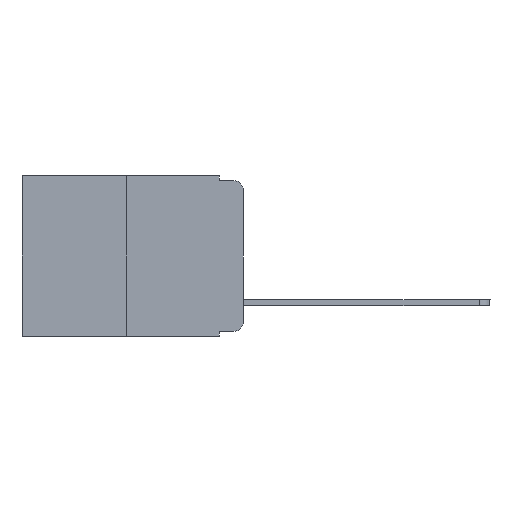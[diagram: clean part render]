
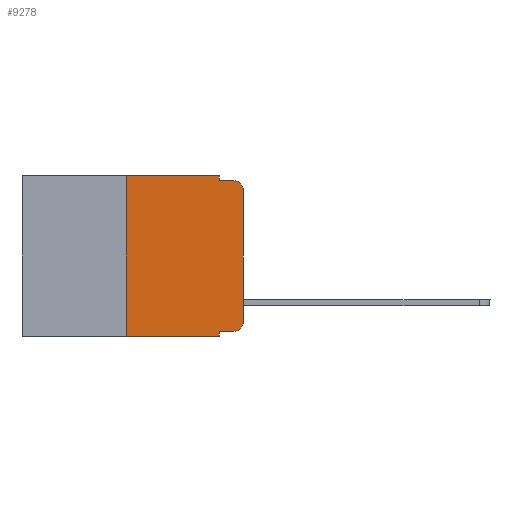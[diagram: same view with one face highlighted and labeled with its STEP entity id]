
A CAD part, left-side view. The second image highlights one B-rep face of the part: STEP entity #9278.
In plain terms, the highlighted planar face has unit normal (-1, 0, 0).
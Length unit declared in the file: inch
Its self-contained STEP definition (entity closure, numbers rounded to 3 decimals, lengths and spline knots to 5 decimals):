
#380 = DIRECTION ( 'NONE',  ( 0., 0., -1. ) ) ;
#688 = LINE ( 'NONE', #16646, #9622 ) ;
#720 = VERTEX_POINT ( 'NONE', #19634 ) ;
#829 = EDGE_CURVE ( 'NONE', #1587, #1085, #20378, .T. ) ;
#893 = EDGE_LOOP ( 'NONE', ( #7375, #9410, #12367, #8488, #10491, #11736, #12156, #5694, #1329, #4917 ) ) ;
#1079 = CARTESIAN_POINT ( 'NONE',  ( 0., 0.473, 0. ) ) ;
#1085 = VERTEX_POINT ( 'NONE', #16549 ) ;
#1166 = VECTOR ( 'NONE', #8593, 39.37008 ) ;
#1329 = ORIENTED_EDGE ( 'NONE', *, *, #20316, .T. ) ;
#1469 = LINE ( 'NONE', #19767, #17842 ) ;
#1496 = CARTESIAN_POINT ( 'NONE',  ( 0., 0.051, -0.01 ) ) ;
#1587 = VERTEX_POINT ( 'NONE', #1496 ) ;
#2052 = VERTEX_POINT ( 'NONE', #3945 ) ;
#2118 = CARTESIAN_POINT ( 'NONE',  ( 0., 0.473, 0. ) ) ;
#2428 = DIRECTION ( 'NONE',  ( 0., -1., 0. ) ) ;
#2616 = CARTESIAN_POINT ( 'NONE',  ( 0., 0.25, 0. ) ) ;
#3205 = LINE ( 'NONE', #18114, #4711 ) ;
#3305 = EDGE_CURVE ( 'NONE', #720, #1587, #4405, .T. ) ;
#3361 = DIRECTION ( 'NONE',  ( -1., 0., 0. ) ) ;
#3945 = CARTESIAN_POINT ( 'NONE',  ( 0., 0.051, -0.333 ) ) ;
#4405 = LINE ( 'NONE', #8309, #1166 ) ;
#4711 = VECTOR ( 'NONE', #11526, 39.37008 ) ;
#4917 = ORIENTED_EDGE ( 'NONE', *, *, #15956, .T. ) ;
#5039 = CARTESIAN_POINT ( 'NONE',  ( 0., 0.02, -0.03 ) ) ;
#5095 = DIRECTION ( 'NONE',  ( 0., 0., -1. ) ) ;
#5694 = ORIENTED_EDGE ( 'NONE', *, *, #10880, .F. ) ;
#6162 = CARTESIAN_POINT ( 'NONE',  ( 0., 0., -0.313 ) ) ;
#6610 = LINE ( 'NONE', #9482, #15820 ) ;
#7064 = DIRECTION ( 'NONE',  ( 0., -1., 0. ) ) ;
#7375 = ORIENTED_EDGE ( 'NONE', *, *, #15757, .T. ) ;
#7938 = AXIS2_PLACEMENT_3D ( 'NONE', #5039, #8252, #12592 ) ;
#8252 = DIRECTION ( 'NONE',  ( -1., 0., 0. ) ) ;
#8309 = CARTESIAN_POINT ( 'NONE',  ( 0., 0.051, 0. ) ) ;
#8488 = ORIENTED_EDGE ( 'NONE', *, *, #3305, .F. ) ;
#8510 = DIRECTION ( 'NONE',  ( 1., 0., 0. ) ) ;
#8593 = DIRECTION ( 'NONE',  ( 0., 0., -1. ) ) ;
#8985 = VECTOR ( 'NONE', #7064, 39.37008 ) ;
#9278 = ADVANCED_FACE ( 'NONE', ( #15424 ), #14741, .F. ) ;
#9289 = DIRECTION ( 'NONE',  ( 0., 0., -1. ) ) ;
#9410 = ORIENTED_EDGE ( 'NONE', *, *, #18242, .T. ) ;
#9482 = CARTESIAN_POINT ( 'NONE',  ( 0., 0.051, 0. ) ) ;
#9622 = VECTOR ( 'NONE', #19848, 39.37008 ) ;
#10113 = CARTESIAN_POINT ( 'NONE',  ( 0., 0.25, -0.343 ) ) ;
#10491 = ORIENTED_EDGE ( 'NONE', *, *, #10991, .F. ) ;
#10526 = AXIS2_PLACEMENT_3D ( 'NONE', #2118, #8510, #5095 ) ;
#10880 = EDGE_CURVE ( 'NONE', #2052, #11860, #6610, .T. ) ;
#10991 = EDGE_CURVE ( 'NONE', #17262, #720, #20551, .T. ) ;
#11526 = DIRECTION ( 'NONE',  ( 0., 0., 1. ) ) ;
#11736 = ORIENTED_EDGE ( 'NONE', *, *, #15262, .F. ) ;
#11860 = VERTEX_POINT ( 'NONE', #20337 ) ;
#12156 = ORIENTED_EDGE ( 'NONE', *, *, #16294, .T. ) ;
#12367 = ORIENTED_EDGE ( 'NONE', *, *, #829, .F. ) ;
#12387 = LINE ( 'NONE', #14766, #16631 ) ;
#12592 = DIRECTION ( 'NONE',  ( 0., 0., -1. ) ) ;
#13887 = CIRCLE ( 'NONE', #16296, 0.02 ) ;
#13966 = VERTEX_POINT ( 'NONE', #10113 ) ;
#14396 = CARTESIAN_POINT ( 'NONE',  ( 0., 0.02, -0.313 ) ) ;
#14741 = PLANE ( 'NONE',  #10526 ) ;
#14766 = CARTESIAN_POINT ( 'NONE',  ( 0., 0., 0. ) ) ;
#15262 = EDGE_CURVE ( 'NONE', #13966, #17262, #3205, .T. ) ;
#15310 = DIRECTION ( 'NONE',  ( 0., -1., 0. ) ) ;
#15424 = FACE_OUTER_BOUND ( 'NONE', #893, .T. ) ;
#15757 = EDGE_CURVE ( 'NONE', #19938, #17426, #12387, .T. ) ;
#15820 = VECTOR ( 'NONE', #9289, 39.37008 ) ;
#15956 = EDGE_CURVE ( 'NONE', #16433, #19938, #13887, .T. ) ;
#15961 = CIRCLE ( 'NONE', #7938, 0.02 ) ;
#16294 = EDGE_CURVE ( 'NONE', #13966, #11860, #688, .T. ) ;
#16296 = AXIS2_PLACEMENT_3D ( 'NONE', #14396, #3361, #380 ) ;
#16433 = VERTEX_POINT ( 'NONE', #18873 ) ;
#16549 = CARTESIAN_POINT ( 'NONE',  ( 0., 0.02, -0.01 ) ) ;
#16631 = VECTOR ( 'NONE', #17943, 39.37008 ) ;
#16646 = CARTESIAN_POINT ( 'NONE',  ( 0., 0.473, -0.343 ) ) ;
#17262 = VERTEX_POINT ( 'NONE', #2616 ) ;
#17426 = VERTEX_POINT ( 'NONE', #19276 ) ;
#17842 = VECTOR ( 'NONE', #2428, 39.37008 ) ;
#17849 = CARTESIAN_POINT ( 'NONE',  ( 0., 0.051, -0.01 ) ) ;
#17943 = DIRECTION ( 'NONE',  ( 0., 0., 1. ) ) ;
#18114 = CARTESIAN_POINT ( 'NONE',  ( 0., 0.25, 0. ) ) ;
#18242 = EDGE_CURVE ( 'NONE', #17426, #1085, #15961, .T. ) ;
#18873 = CARTESIAN_POINT ( 'NONE',  ( 0., 0.02, -0.333 ) ) ;
#19276 = CARTESIAN_POINT ( 'NONE',  ( 0., 0., -0.03 ) ) ;
#19556 = VECTOR ( 'NONE', #15310, 39.37008 ) ;
#19634 = CARTESIAN_POINT ( 'NONE',  ( 0., 0.051, 0. ) ) ;
#19767 = CARTESIAN_POINT ( 'NONE',  ( 0., 0.051, -0.333 ) ) ;
#19848 = DIRECTION ( 'NONE',  ( 0., -1., 0. ) ) ;
#19938 = VERTEX_POINT ( 'NONE', #6162 ) ;
#20316 = EDGE_CURVE ( 'NONE', #2052, #16433, #1469, .T. ) ;
#20337 = CARTESIAN_POINT ( 'NONE',  ( 0., 0.051, -0.343 ) ) ;
#20378 = LINE ( 'NONE', #17849, #8985 ) ;
#20551 = LINE ( 'NONE', #1079, #19556 ) ;
